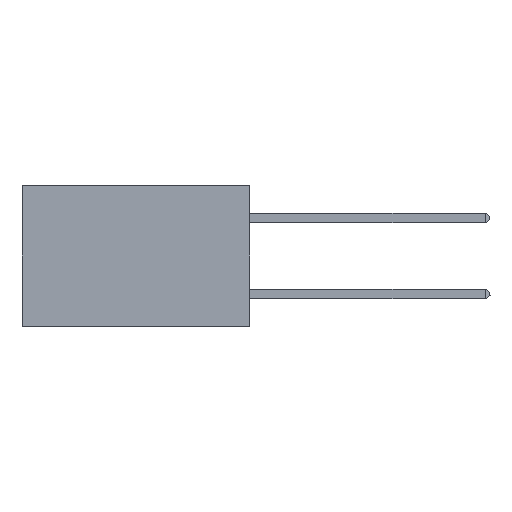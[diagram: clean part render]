
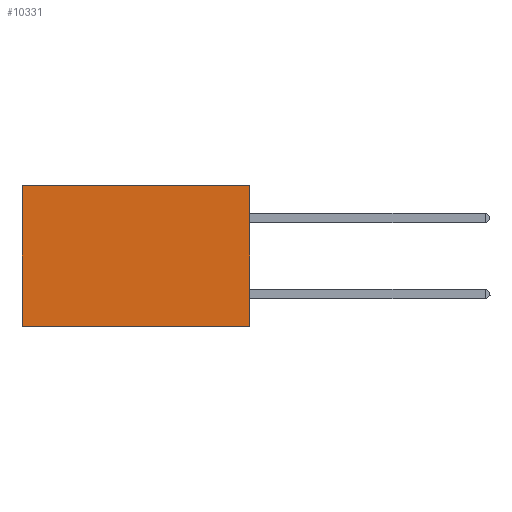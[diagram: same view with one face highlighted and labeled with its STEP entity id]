
A CAD part, left-side view. The second image highlights one B-rep face of the part: STEP entity #10331.
In plain terms, the highlighted planar face has unit normal (-1, 0, 0).
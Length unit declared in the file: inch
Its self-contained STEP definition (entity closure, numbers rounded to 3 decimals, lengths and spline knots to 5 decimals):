
#101 = EDGE_CURVE ( 'NONE', #4691, #14424, #8160, .T. ) ;
#1882 = CARTESIAN_POINT ( 'NONE',  ( 0.2875, 0., 0. ) ) ;
#2202 = CARTESIAN_POINT ( 'NONE',  ( 0.2875, 0., 0. ) ) ;
#2664 = FACE_OUTER_BOUND ( 'NONE', #9286, .T. ) ;
#3317 = CARTESIAN_POINT ( 'NONE',  ( 0.2875, 0., -0.37 ) ) ;
#3444 = VECTOR ( 'NONE', #12631, 39.37008 ) ;
#3588 = VECTOR ( 'NONE', #4158, 39.37008 ) ;
#4158 = DIRECTION ( 'NONE',  ( 0., 0., -1. ) ) ;
#4691 = VERTEX_POINT ( 'NONE', #9788 ) ;
#5243 = VERTEX_POINT ( 'NONE', #7944 ) ;
#5492 = PLANE ( 'NONE',  #15473 ) ;
#5517 = ORIENTED_EDGE ( 'NONE', *, *, #101, .T. ) ;
#6036 = VECTOR ( 'NONE', #11851, 39.37008 ) ;
#6556 = ORIENTED_EDGE ( 'NONE', *, *, #6755, .T. ) ;
#6755 = EDGE_CURVE ( 'NONE', #14424, #5243, #7552, .T. ) ;
#6786 = LINE ( 'NONE', #3317, #6036 ) ;
#7023 = VECTOR ( 'NONE', #15726, 39.37008 ) ;
#7552 = LINE ( 'NONE', #11271, #3588 ) ;
#7658 = ORIENTED_EDGE ( 'NONE', *, *, #10241, .F. ) ;
#7944 = CARTESIAN_POINT ( 'NONE',  ( 0.2875, 0.6, -0.37 ) ) ;
#8160 = LINE ( 'NONE', #2202, #7023 ) ;
#9017 = CARTESIAN_POINT ( 'NONE',  ( 0.2875, 0.6, 0. ) ) ;
#9286 = EDGE_LOOP ( 'NONE', ( #6556, #9557, #7658, #5517 ) ) ;
#9557 = ORIENTED_EDGE ( 'NONE', *, *, #11502, .F. ) ;
#9788 = CARTESIAN_POINT ( 'NONE',  ( 0.2875, 0., 0. ) ) ;
#10241 = EDGE_CURVE ( 'NONE', #4691, #12490, #14456, .T. ) ;
#10331 = ADVANCED_FACE ( 'NONE', ( #2664 ), #5492, .F. ) ;
#11271 = CARTESIAN_POINT ( 'NONE',  ( 0.2875, 0.6, 0. ) ) ;
#11502 = EDGE_CURVE ( 'NONE', #12490, #5243, #6786, .T. ) ;
#11536 = DIRECTION ( 'NONE',  ( 0., 0., -1. ) ) ;
#11851 = DIRECTION ( 'NONE',  ( 0., 1., 0. ) ) ;
#11928 = CARTESIAN_POINT ( 'NONE',  ( 0.2875, 0., -0.37 ) ) ;
#12490 = VERTEX_POINT ( 'NONE', #11928 ) ;
#12631 = DIRECTION ( 'NONE',  ( 0., 0., -1. ) ) ;
#12785 = DIRECTION ( 'NONE',  ( 1., 0., 0. ) ) ;
#13883 = CARTESIAN_POINT ( 'NONE',  ( 0.2875, 0., 0. ) ) ;
#14424 = VERTEX_POINT ( 'NONE', #9017 ) ;
#14456 = LINE ( 'NONE', #13883, #3444 ) ;
#15473 = AXIS2_PLACEMENT_3D ( 'NONE', #1882, #12785, #11536 ) ;
#15726 = DIRECTION ( 'NONE',  ( 0., 1., 0. ) ) ;
